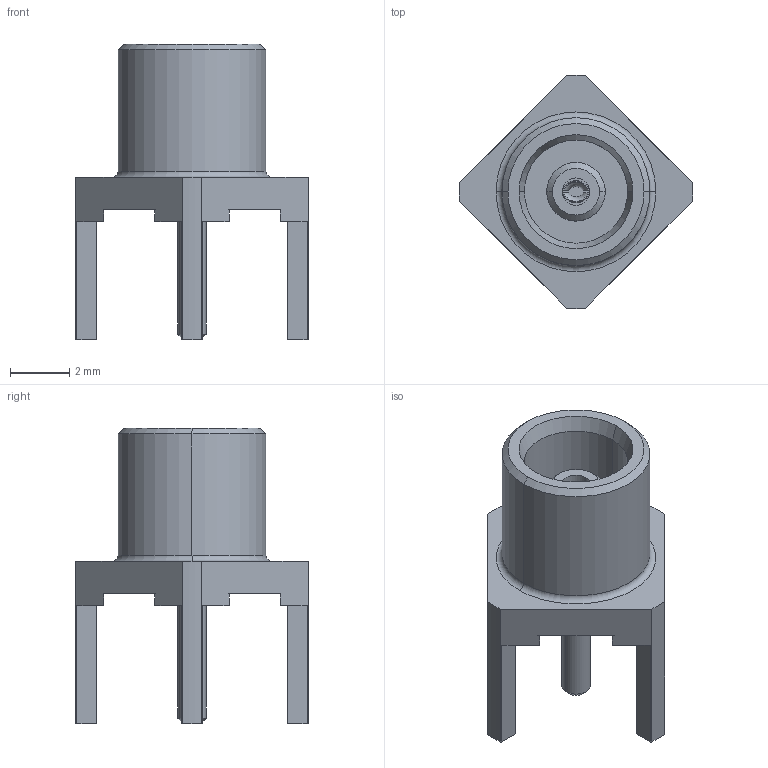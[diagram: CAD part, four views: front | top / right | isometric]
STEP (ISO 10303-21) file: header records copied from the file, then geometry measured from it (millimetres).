
FILE_DESCRIPTION (( 'STEP AP214' ), '1' );
FILE_NAME ('J01271A0131.STEP', '2010-06-28T14:33:25', ( 'markiewicz' ), ( '' ), 'SwSTEP 2.0', 'SolidWorks 2010', '' );
FILE_SCHEMA (( 'AUTOMOTIVE_DESIGN' ));
Length unit declared in the file: millimetre
Products named in the file (1): J01271A0131
Bounding box: 7.88 x 7.88 x 10 mm (x, y, z)
Volume: 107 mm3; surface area: 299.8 mm2
Topology: 1 solids, 1 shells, 88 faces, 214 edges, 138 vertices
Faces by surface type: plane 40, cylinder 32, cone 12, torus 4
Entity records: 3574 total; most frequent: CARTESIAN_POINT 471, DIRECTION 466, ORIENTED_EDGE 428, EDGE_CURVE 214, AXIS2_PLACEMENT_3D 173, VERTEX_POINT 138, VECTOR 120, LINE 120
